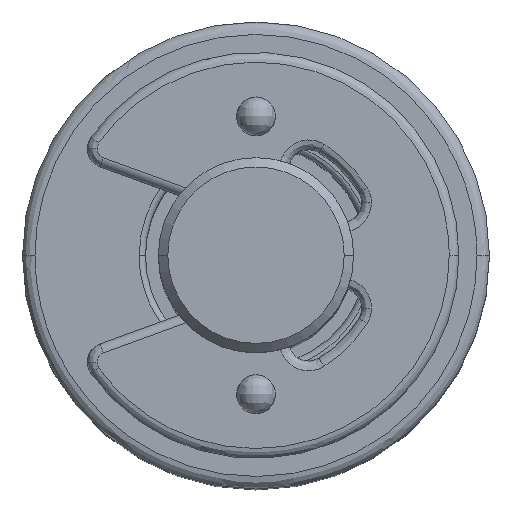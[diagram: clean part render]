
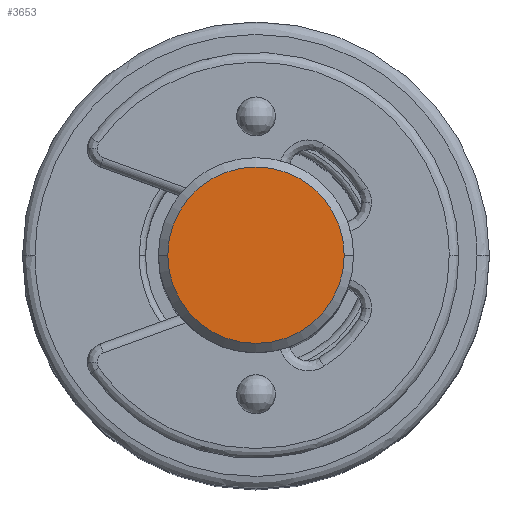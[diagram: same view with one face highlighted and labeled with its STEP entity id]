
A CAD part, top view. The second image highlights one B-rep face of the part: STEP entity #3653.
In plain terms, the highlighted planar face has unit normal (0, 0, 1).
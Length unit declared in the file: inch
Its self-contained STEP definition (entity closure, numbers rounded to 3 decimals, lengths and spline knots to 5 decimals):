
#137 = CIRCLE ( 'NONE', #3783, 0.1413 ) ;
#201 = CARTESIAN_POINT ( 'NONE',  ( 0., 0.07065, 0.0505 ) ) ;
#205 = EDGE_CURVE ( 'NONE', #4441, #4091, #137, .T. ) ;
#242 = CARTESIAN_POINT ( 'NONE',  ( -0.1413, 0., 0.0505 ) ) ;
#674 = DIRECTION ( 'NONE',  ( -1., 0., 0. ) ) ;
#1329 = CARTESIAN_POINT ( 'NONE',  ( 0.1413, 0., 0.0505 ) ) ;
#1467 = CIRCLE ( 'NONE', #2822, 0.1413 ) ;
#1685 = EDGE_CURVE ( 'NONE', #4091, #4441, #1467, .T. ) ;
#1775 = DIRECTION ( 'NONE',  ( 0., 0., 1. ) ) ;
#2263 = AXIS2_PLACEMENT_3D ( 'NONE', #201, #1775, #4076 ) ;
#2511 = PLANE ( 'NONE',  #2263 ) ;
#2548 = CARTESIAN_POINT ( 'NONE',  ( 0., 0., 0.0505 ) ) ;
#2822 = AXIS2_PLACEMENT_3D ( 'NONE', #2910, #3515, #4635 ) ;
#2910 = CARTESIAN_POINT ( 'NONE',  ( 0., 0., 0.0505 ) ) ;
#3306 = FACE_OUTER_BOUND ( 'NONE', #3629, .T. ) ;
#3515 = DIRECTION ( 'NONE',  ( 0., 0., -1. ) ) ;
#3629 = EDGE_LOOP ( 'NONE', ( #4106, #5003 ) ) ;
#3653 = ADVANCED_FACE ( 'NONE', ( #3306 ), #2511, .T. ) ;
#3783 = AXIS2_PLACEMENT_3D ( 'NONE', #2548, #4165, #674 ) ;
#4076 = DIRECTION ( 'NONE',  ( 1., 0., 0. ) ) ;
#4091 = VERTEX_POINT ( 'NONE', #1329 ) ;
#4106 = ORIENTED_EDGE ( 'NONE', *, *, #205, .F. ) ;
#4165 = DIRECTION ( 'NONE',  ( 0., 0., -1. ) ) ;
#4441 = VERTEX_POINT ( 'NONE', #242 ) ;
#4635 = DIRECTION ( 'NONE',  ( -1., 0., 0. ) ) ;
#5003 = ORIENTED_EDGE ( 'NONE', *, *, #1685, .F. ) ;
